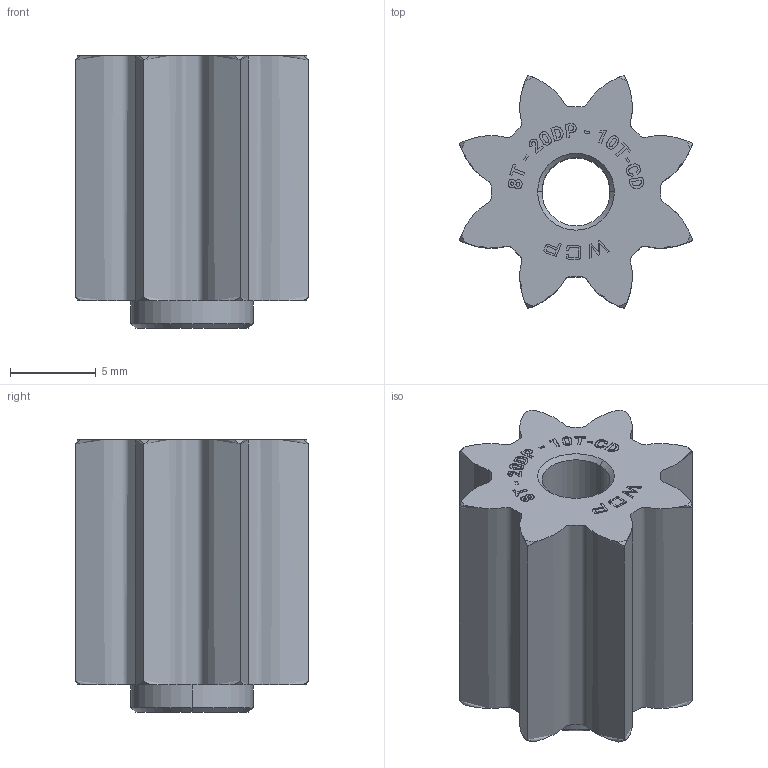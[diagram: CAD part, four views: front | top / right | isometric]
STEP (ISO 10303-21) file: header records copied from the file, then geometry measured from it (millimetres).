
FILE_DESCRIPTION (( 'STEP AP214' ), '1' );
FILE_NAME ('WCP-0905 Rev1.step', '2023-11-03T21:08:02', ( '' ), ( '' ), 'SwSTEP 2.0', 'SolidWorks 2022', '' );
FILE_SCHEMA (( 'AUTOMOTIVE_DESIGN' ));
Length unit declared in the file: inch
Products named in the file (1): WCP-0905 Rev1
Bounding box: 13.62 x 13.62 x 15.88 mm (x, y, z)
Volume: 1421.6 mm3; surface area: 1232.1 mm2
Topology: 1 solids, 1 shells, 237 faces, 621 edges, 412 vertices
Faces by surface type: plane 140, bspline 71, cone 22, cylinder 4
Entity records: 12799 total; most frequent: CARTESIAN_POINT 7430, ORIENTED_EDGE 1242, DIRECTION 811, EDGE_CURVE 621, VECTOR 417, LINE 417, VERTEX_POINT 412, EDGE_LOOP 265
